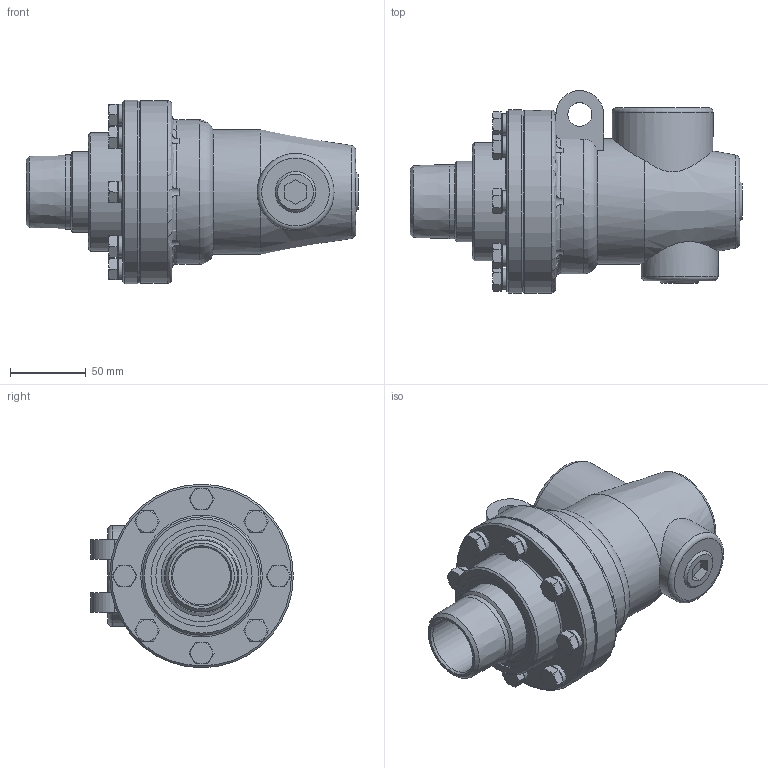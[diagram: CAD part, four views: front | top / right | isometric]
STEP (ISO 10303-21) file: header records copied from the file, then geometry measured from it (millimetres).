
FILE_DESCRIPTION(/* description */ (''),/* implementation_level */ '2;1');
FILE_NAME(/* name */ 'BC-54165-24-50-IC.stp',/* time_stamp */ '2020-05-19T13:44:42-05:00',/* author */ ('dyurkovich'),/* organization */ (''),/* preprocessor_version */ 'ST-DEVELOPER v18',/* originating_system */ 'Autodesk Inventor 2020',/* authorisation */ '');
FILE_SCHEMA (('AUTOMOTIVE_DESIGN { 1 0 10303 214 3 1 1 }'));
Products named in the file (1): BC-54165-24-50-IC
Bounding box: 219.02 x 133.73 x 121.16 mm (x, y, z)
Volume: 1156228.8 mm3; surface area: 120737.7 mm2
Topology: 1 solids, 1 shells, 713 faces, 1852 edges, 1208 vertices
Faces by surface type: plane 318, bspline 180, cylinder 114, cone 84, torus 17
Full cylindrical faces by diameter (mm): 7.798 x8, 9.525 x8, 10.668 x8, 10.922 x8, 14.275 x8, 15.748 x2, 38.1 x1, 43.256 x1, 48.889 x1, 50.8 x1, 53.1 x1, 53.111 x1, 60.325 x1, 66.548 x1, 66.7 x1, 77.978 x1, 82.55 x1, 119.634 x1, 120.65 x1, 121.158 x1
Entity records: 60607 total; most frequent: CARTESIAN_POINT 43435, ORIENTED_EDGE 3704, DIRECTION 3185, EDGE_CURVE 1852, AXIS2_PLACEMENT_3D 1227, VERTEX_POINT 1208, EDGE_LOOP 800, LINE 731
